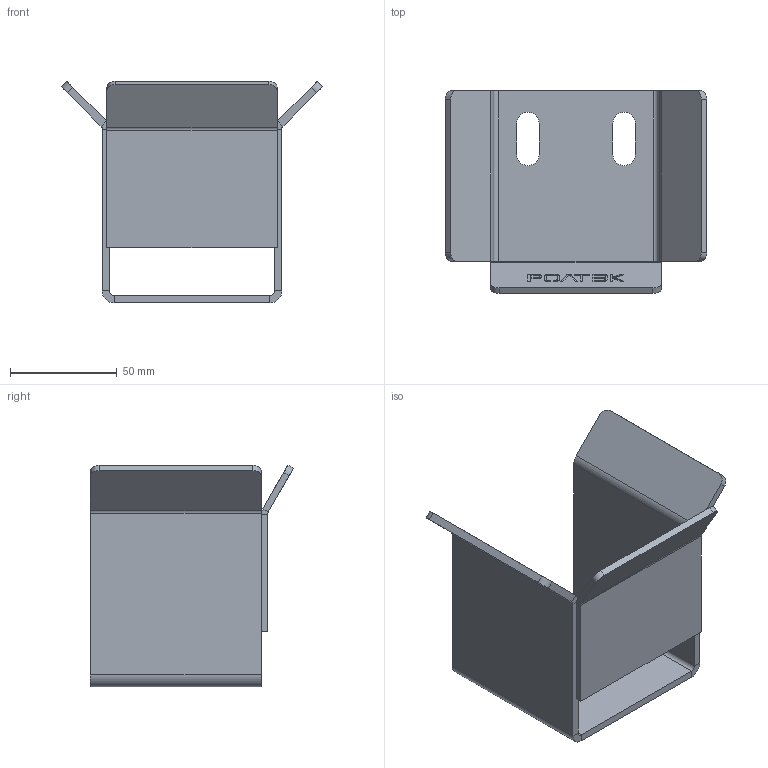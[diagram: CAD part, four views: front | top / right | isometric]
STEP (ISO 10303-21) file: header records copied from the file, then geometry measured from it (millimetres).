
FILE_DESCRIPTION(('STEP AP203'), '1');
FILE_NAME('ÐË033.01.00.000 Ëîâèòåëü íèæíèé ÝÊÎ(ÎÁ)', '2015-09-24T11:47:33', ('Windows User'), ('ÐÎËÒÝÊ'), 'ASCON STEP Converter 1.3', 'ASCON Math Kernel', '');
FILE_SCHEMA(('CONFIG_CONTROL_DESIGN'));
Length unit declared in the file: millimetre
Products named in the file (1): 倓033.01.00.0001
Bounding box: 122.25 x 95.02 x 103.66 mm (x, y, z)
Volume: 99985.1 mm3; surface area: 62706.9 mm2
Topology: 1 solids, 1 shells, 187 faces, 496 edges, 316 vertices
Faces by surface type: plane 110, cylinder 77
Entity records: 5824 total; most frequent: DIRECTION 1026, CARTESIAN_POINT 1000, ORIENTED_EDGE 992, EDGE_CURVE 496, AXIS2_PLACEMENT_3D 342, LINE 342, VECTOR 342, VERTEX_POINT 316
